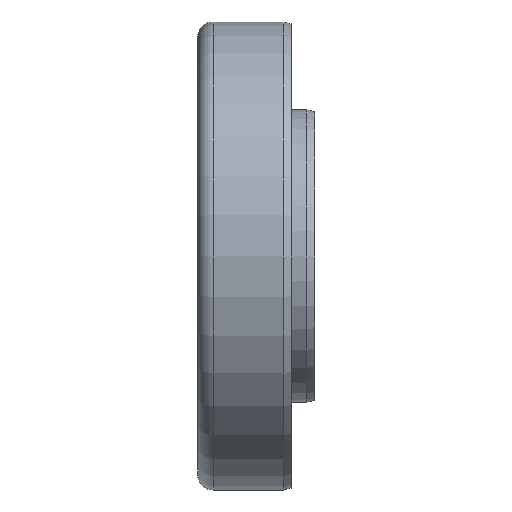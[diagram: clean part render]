
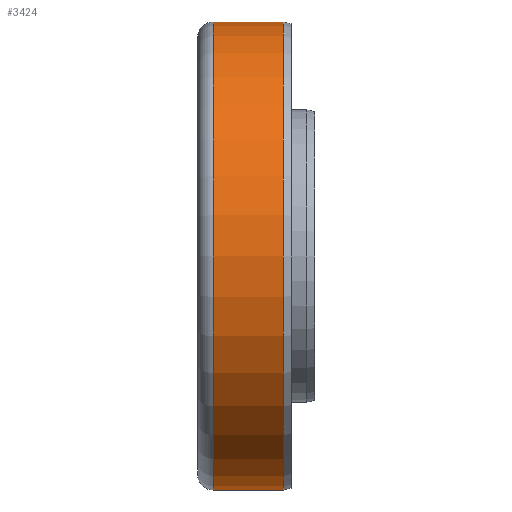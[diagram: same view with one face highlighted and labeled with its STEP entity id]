
A CAD part, front view. The second image highlights one B-rep face of the part: STEP entity #3424.
In plain terms, the highlighted cylindrical face has radius 60 mm (diameter 120 mm), a partial arc.
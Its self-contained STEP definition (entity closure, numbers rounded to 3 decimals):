
#182 = CARTESIAN_POINT ( 'NONE',  ( -8., 0., 0. ) ) ;
#216 = VERTEX_POINT ( 'NONE', #1722 ) ;
#369 = CIRCLE ( 'NONE', #815, 60. ) ;
#438 = DIRECTION ( 'NONE',  ( 1., 0., 0. ) ) ;
#452 = VECTOR ( 'NONE', #1277, 1000. ) ;
#571 = ORIENTED_EDGE ( 'NONE', *, *, #3169, .F. ) ;
#669 = DIRECTION ( 'NONE',  ( 0., 0., -1. ) ) ;
#705 = DIRECTION ( 'NONE',  ( 1., 0., 0. ) ) ;
#815 = AXIS2_PLACEMENT_3D ( 'NONE', #182, #1849, #2715 ) ;
#1253 = CARTESIAN_POINT ( 'NONE',  ( -26., 0., -60. ) ) ;
#1277 = DIRECTION ( 'NONE',  ( 1., 0., 0. ) ) ;
#1340 = CARTESIAN_POINT ( 'NONE',  ( -8., 0., -60. ) ) ;
#1388 = DIRECTION ( 'NONE',  ( 1., 0., 0. ) ) ;
#1402 = EDGE_CURVE ( 'NONE', #2303, #2521, #369, .T. ) ;
#1722 = CARTESIAN_POINT ( 'NONE',  ( -26., 0., 60. ) ) ;
#1845 = EDGE_CURVE ( 'NONE', #2744, #2521, #2586, .T. ) ;
#1849 = DIRECTION ( 'NONE',  ( 1., 0., 0. ) ) ;
#1864 = EDGE_CURVE ( 'NONE', #216, #2744, #2980, .T. ) ;
#1907 = AXIS2_PLACEMENT_3D ( 'NONE', #3254, #438, #3527 ) ;
#1959 = CYLINDRICAL_SURFACE ( 'NONE', #2007, 60. ) ;
#2007 = AXIS2_PLACEMENT_3D ( 'NONE', #2967, #705, #669 ) ;
#2303 = VERTEX_POINT ( 'NONE', #3048 ) ;
#2416 = CARTESIAN_POINT ( 'NONE',  ( 0., 0., -60. ) ) ;
#2448 = EDGE_LOOP ( 'NONE', ( #571, #3206, #3670, #3141 ) ) ;
#2493 = VECTOR ( 'NONE', #1388, 1000. ) ;
#2521 = VERTEX_POINT ( 'NONE', #1340 ) ;
#2586 = LINE ( 'NONE', #2416, #452 ) ;
#2715 = DIRECTION ( 'NONE',  ( 0., 0., -1. ) ) ;
#2744 = VERTEX_POINT ( 'NONE', #1253 ) ;
#2967 = CARTESIAN_POINT ( 'NONE',  ( 0., 0., 0. ) ) ;
#2980 = CIRCLE ( 'NONE', #1907, 60. ) ;
#3048 = CARTESIAN_POINT ( 'NONE',  ( -8., 0., 60. ) ) ;
#3141 = ORIENTED_EDGE ( 'NONE', *, *, #1402, .F. ) ;
#3169 = EDGE_CURVE ( 'NONE', #216, #2303, #3380, .T. ) ;
#3206 = ORIENTED_EDGE ( 'NONE', *, *, #1864, .T. ) ;
#3254 = CARTESIAN_POINT ( 'NONE',  ( -26., 0., 0. ) ) ;
#3380 = LINE ( 'NONE', #3647, #2493 ) ;
#3424 = ADVANCED_FACE ( 'NONE', ( #3551 ), #1959, .T. ) ;
#3527 = DIRECTION ( 'NONE',  ( 0., 0., -1. ) ) ;
#3551 = FACE_OUTER_BOUND ( 'NONE', #2448, .T. ) ;
#3647 = CARTESIAN_POINT ( 'NONE',  ( 0., 0., 60. ) ) ;
#3670 = ORIENTED_EDGE ( 'NONE', *, *, #1845, .T. ) ;
